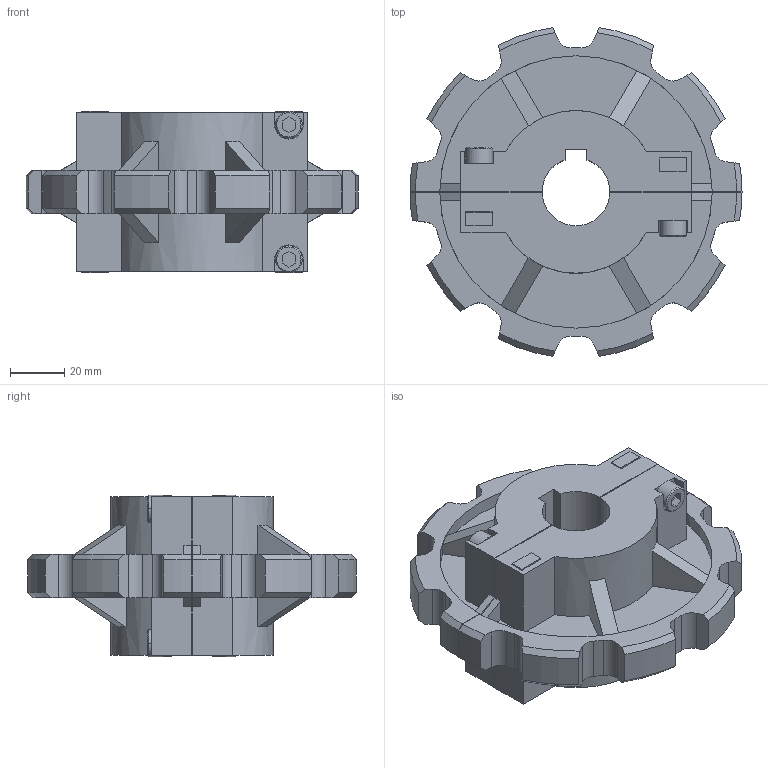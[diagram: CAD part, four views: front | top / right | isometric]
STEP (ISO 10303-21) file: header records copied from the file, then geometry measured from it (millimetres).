
FILE_DESCRIPTION((''),'2;1');
FILE_NAME('NS880-10T_25MM_1KW_PA_ASM','2015-03-03T',('Rpnu043'),('Rex Nord Marbet spa'),'PRO/ENGINEER BY PARAMETRIC TECHNOLOGY CORPORATION, 2013050','PRO/ENGINEER BY PARAMETRIC TECHNOLOGY CORPORATION, 2013050','');
FILE_SCHEMA(('CONFIG_CONTROL_DESIGN'));
Length unit declared in the file: millimetre
Products named in the file (5): M6X20; SQ_NUT_M6; NSX880_10; REXNORD-NS880_10-25_ASM; NS880-10T_25MM_1KW_PA_ASM
Assembly tree (10 placements, depth 3):
  NS880-10T_25MM_1KW_PA_ASM
    REXNORD-NS880_10-25_ASM
      M6X20  x4
      SQ_NUT_M6  x4
      NSX880_10
Bounding box: 122.5 x 121.27 x 59.58 mm (x, y, z)
Volume: 261932.1 mm3; surface area: 66657.3 mm2
Topology: 10 solids, 10 shells, 354 faces, 936 edges, 614 vertices
Faces by surface type: plane 199, cylinder 99, cone 56
Entity records: 8923 total; most frequent: CARTESIAN_POINT 1792, ORIENTED_EDGE 1488, DIRECTION 1460, EDGE_CURVE 744, AXIS2_PLACEMENT_3D 500, VERTEX_POINT 494, VECTOR 460, LINE 460
